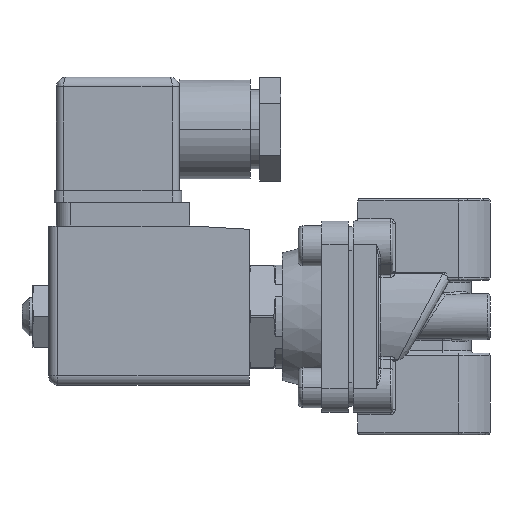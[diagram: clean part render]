
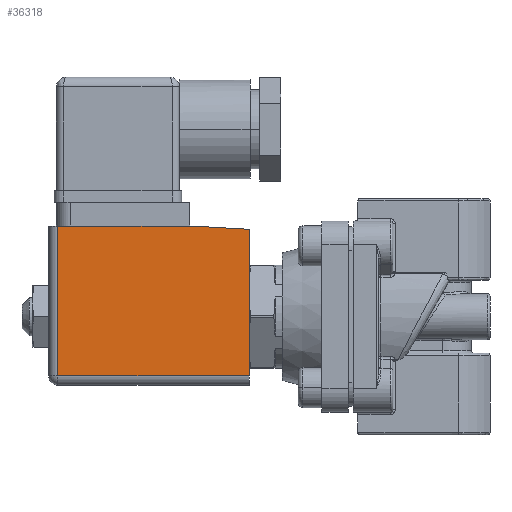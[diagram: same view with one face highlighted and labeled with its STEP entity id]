
A CAD part, left-side view. The second image highlights one B-rep face of the part: STEP entity #36318.
In plain terms, the highlighted face is planar.
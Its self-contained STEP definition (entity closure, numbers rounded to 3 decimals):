
#1976 = DIRECTION ( 'NONE',  ( -1., 0., 0. ) ) ;
#2595 = DIRECTION ( 'NONE',  ( 1., 0., 0. ) ) ;
#2698 = CARTESIAN_POINT ( 'NONE',  ( -0.7, 12.3, 0. ) ) ;
#3283 = LINE ( 'NONE', #17672, #34322 ) ;
#3736 = EDGE_CURVE ( 'NONE', #20916, #40124, #32264, .T. ) ;
#3912 = LINE ( 'NONE', #18718, #4041 ) ;
#4041 = VECTOR ( 'NONE', #29835, 1000. ) ;
#5822 = VERTEX_POINT ( 'NONE', #10474 ) ;
#6980 = EDGE_CURVE ( 'NONE', #40124, #5822, #3283, .T. ) ;
#7675 = EDGE_CURVE ( 'NONE', #38111, #20916, #37359, .T. ) ;
#9010 = ORIENTED_EDGE ( 'NONE', *, *, #7675, .F. ) ;
#10022 = EDGE_CURVE ( 'NONE', #24598, #5822, #37494, .T. ) ;
#10474 = CARTESIAN_POINT ( 'NONE',  ( 31., 0., 0. ) ) ;
#11193 = CARTESIAN_POINT ( 'NONE',  ( -0.7, 12.3, 0. ) ) ;
#11362 = EDGE_CURVE ( 'NONE', #38111, #24598, #3912, .T. ) ;
#13567 = VECTOR ( 'NONE', #26470, 1000. ) ;
#14086 = ORIENTED_EDGE ( 'NONE', *, *, #3736, .F. ) ;
#17672 = CARTESIAN_POINT ( 'NONE',  ( 33., 0., 0. ) ) ;
#18478 = DIRECTION ( 'NONE',  ( 0., -1., 0. ) ) ;
#18718 = CARTESIAN_POINT ( 'NONE',  ( 31., 40.5, 0. ) ) ;
#20916 = VERTEX_POINT ( 'NONE', #11193 ) ;
#24358 = DIRECTION ( 'NONE',  ( 0., 0., -1. ) ) ;
#24598 = VERTEX_POINT ( 'NONE', #28097 ) ;
#24938 = ORIENTED_EDGE ( 'NONE', *, *, #6980, .F. ) ;
#25963 = CARTESIAN_POINT ( 'NONE',  ( 31., 0., 0. ) ) ;
#26470 = DIRECTION ( 'NONE',  ( 0.057, -0.998, 0. ) ) ;
#27249 = CARTESIAN_POINT ( 'NONE',  ( 0., 0., 0. ) ) ;
#27452 = VECTOR ( 'NONE', #18478, 1000. ) ;
#27569 = EDGE_LOOP ( 'NONE', ( #39839, #45701, #24938, #14086, #9010 ) ) ;
#28097 = CARTESIAN_POINT ( 'NONE',  ( 31., 40.5, 0. ) ) ;
#28697 = DIRECTION ( 'NONE',  ( 0., -1., 0. ) ) ;
#28745 = CARTESIAN_POINT ( 'NONE',  ( 0., 0., 0. ) ) ;
#29835 = DIRECTION ( 'NONE',  ( 1., 0., 0. ) ) ;
#31722 = PLANE ( 'NONE',  #39999 ) ;
#32264 = LINE ( 'NONE', #28745, #13567 ) ;
#33655 = FACE_OUTER_BOUND ( 'NONE', #27569, .T. ) ;
#34322 = VECTOR ( 'NONE', #2595, 1000. ) ;
#36318 = ADVANCED_FACE ( 'NONE', ( #33655 ), #31722, .T. ) ;
#37359 = LINE ( 'NONE', #2698, #47276 ) ;
#37494 = LINE ( 'NONE', #25963, #27452 ) ;
#38111 = VERTEX_POINT ( 'NONE', #43995 ) ;
#39839 = ORIENTED_EDGE ( 'NONE', *, *, #11362, .T. ) ;
#39999 = AXIS2_PLACEMENT_3D ( 'NONE', #46827, #24358, #1976 ) ;
#40124 = VERTEX_POINT ( 'NONE', #27249 ) ;
#43995 = CARTESIAN_POINT ( 'NONE',  ( -0.7, 40.5, 0. ) ) ;
#45701 = ORIENTED_EDGE ( 'NONE', *, *, #10022, .T. ) ;
#46827 = CARTESIAN_POINT ( 'NONE',  ( 31., 40.5, 0. ) ) ;
#47276 = VECTOR ( 'NONE', #28697, 1000. ) ;
